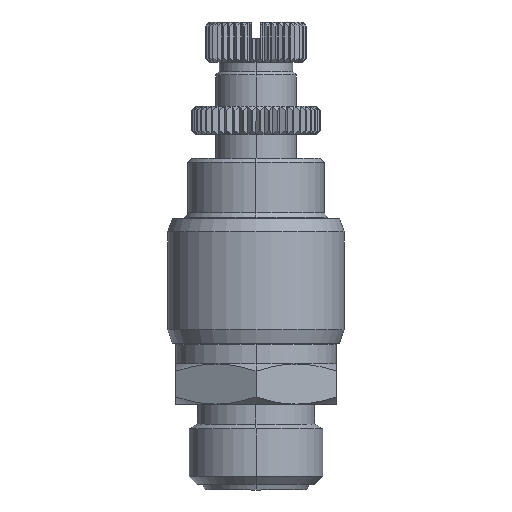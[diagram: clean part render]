
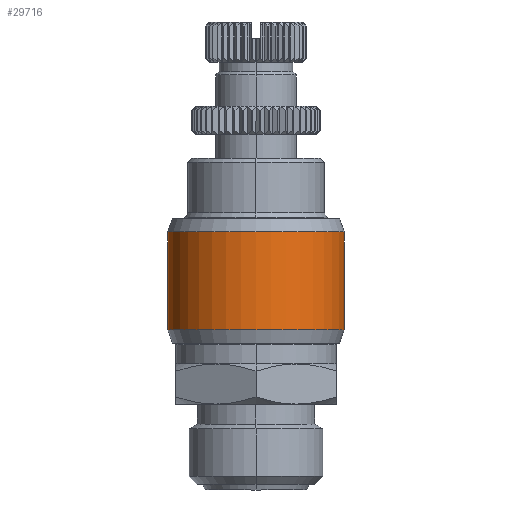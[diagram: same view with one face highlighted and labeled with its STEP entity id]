
A CAD part, left-side view. The second image highlights one B-rep face of the part: STEP entity #29716.
In plain terms, the highlighted cylindrical face has radius 11 mm (diameter 22 mm), a partial arc.
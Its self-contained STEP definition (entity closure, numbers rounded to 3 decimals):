
#486 = DIRECTION ( 'NONE',  ( 0., 0., -1. ) ) ;
#774 = EDGE_CURVE ( 'NONE', #18474, #3267, #17670, .T. ) ;
#2625 = CARTESIAN_POINT ( 'NONE',  ( 32.485, 3.302, -3.55 ) ) ;
#2813 = CARTESIAN_POINT ( 'NONE',  ( 32.485, 25.302, 2.552 ) ) ;
#3267 = VERTEX_POINT ( 'NONE', #18794 ) ;
#3900 = EDGE_CURVE ( 'NONE', #3267, #14468, #19813, .T. ) ;
#4304 = VECTOR ( 'NONE', #34459, 1000. ) ;
#6305 = DIRECTION ( 'NONE',  ( 0., -1., 0. ) ) ;
#6414 = DIRECTION ( 'NONE',  ( 0., -1., 0. ) ) ;
#7371 = ORIENTED_EDGE ( 'NONE', *, *, #11710, .T. ) ;
#8340 = CARTESIAN_POINT ( 'NONE',  ( 32.485, 14.302, -3.55 ) ) ;
#10022 = AXIS2_PLACEMENT_3D ( 'NONE', #8340, #14185, #6305 ) ;
#10971 = EDGE_CURVE ( 'NONE', #28231, #14468, #12057, .T. ) ;
#11434 = CARTESIAN_POINT ( 'NONE',  ( 32.485, 3.302, 2.552 ) ) ;
#11710 = EDGE_CURVE ( 'NONE', #28231, #18474, #34484, .T. ) ;
#12033 = AXIS2_PLACEMENT_3D ( 'NONE', #23712, #486, #6414 ) ;
#12057 = LINE ( 'NONE', #11434, #4304 ) ;
#12095 = CARTESIAN_POINT ( 'NONE',  ( 32.485, 3.302, 8.653 ) ) ;
#13511 = EDGE_LOOP ( 'NONE', ( #7371, #34148, #14971, #33770 ) ) ;
#14185 = DIRECTION ( 'NONE',  ( 0., 0., 1. ) ) ;
#14468 = VERTEX_POINT ( 'NONE', #2625 ) ;
#14971 = ORIENTED_EDGE ( 'NONE', *, *, #3900, .T. ) ;
#17670 = LINE ( 'NONE', #2813, #30688 ) ;
#18474 = VERTEX_POINT ( 'NONE', #35466 ) ;
#18794 = CARTESIAN_POINT ( 'NONE',  ( 32.485, 25.302, -3.55 ) ) ;
#19813 = CIRCLE ( 'NONE', #10022, 11. ) ;
#20137 = DIRECTION ( 'NONE',  ( 0., 0., -1. ) ) ;
#21572 = CARTESIAN_POINT ( 'NONE',  ( 32.485, 14.302, 2.552 ) ) ;
#23712 = CARTESIAN_POINT ( 'NONE',  ( 32.485, 14.302, 8.653 ) ) ;
#28231 = VERTEX_POINT ( 'NONE', #12095 ) ;
#29716 = ADVANCED_FACE ( 'NONE', ( #31335 ), #32223, .T. ) ;
#30485 = AXIS2_PLACEMENT_3D ( 'NONE', #21572, #33126, #33262 ) ;
#30688 = VECTOR ( 'NONE', #20137, 1000. ) ;
#31335 = FACE_OUTER_BOUND ( 'NONE', #13511, .T. ) ;
#32223 = CYLINDRICAL_SURFACE ( 'NONE', #30485, 11. ) ;
#33126 = DIRECTION ( 'NONE',  ( 0., 0., -1. ) ) ;
#33262 = DIRECTION ( 'NONE',  ( 0., -1., 0. ) ) ;
#33770 = ORIENTED_EDGE ( 'NONE', *, *, #10971, .F. ) ;
#34148 = ORIENTED_EDGE ( 'NONE', *, *, #774, .T. ) ;
#34459 = DIRECTION ( 'NONE',  ( 0., 0., -1. ) ) ;
#34484 = CIRCLE ( 'NONE', #12033, 11. ) ;
#35466 = CARTESIAN_POINT ( 'NONE',  ( 32.485, 25.302, 8.653 ) ) ;
